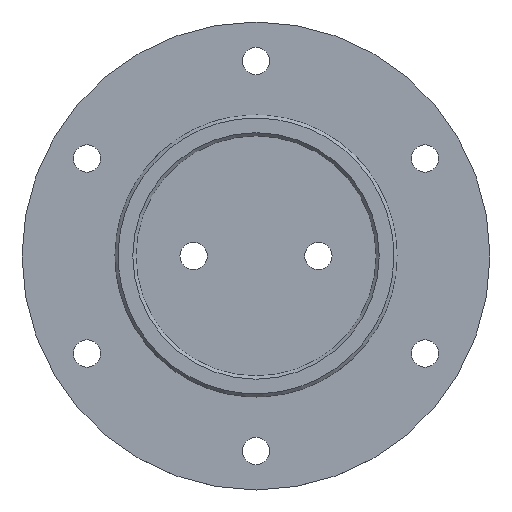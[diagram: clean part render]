
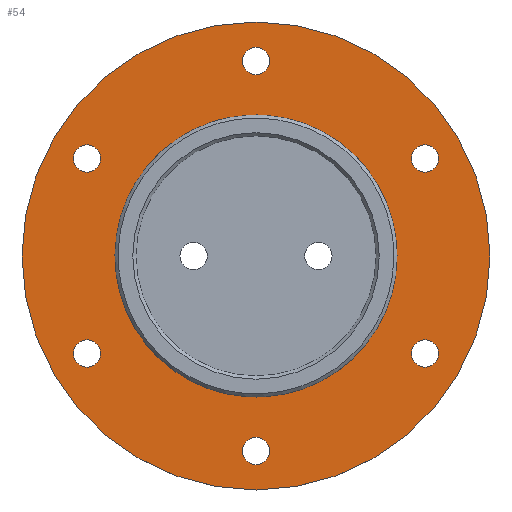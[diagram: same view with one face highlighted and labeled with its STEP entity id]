
A CAD part, top view. The second image highlights one B-rep face of the part: STEP entity #54.
In plain terms, the highlighted planar face has unit normal (0, 0, 1).
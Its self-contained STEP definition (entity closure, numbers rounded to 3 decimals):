
#54=ADVANCED_FACE('',(#93,#95,#97,#99,#101,#103,#105,#107),#109,.F.);
#93=FACE_BOUND('',#94,.T.);
#94=EDGE_LOOP('',(#353));
#95=FACE_BOUND('',#96,.T.);
#96=EDGE_LOOP('',(#354));
#97=FACE_BOUND('',#98,.T.);
#98=EDGE_LOOP('',(#355));
#99=FACE_BOUND('',#100,.T.);
#100=EDGE_LOOP('',(#356));
#101=FACE_BOUND('',#102,.T.);
#102=EDGE_LOOP('',(#357));
#103=FACE_BOUND('',#104,.T.);
#104=EDGE_LOOP('',(#358));
#105=FACE_BOUND('',#106,.T.);
#106=EDGE_LOOP('',(#359));
#107=FACE_BOUND('',#108,.T.);
#108=EDGE_LOOP('',(#360));
#109=PLANE('',#110);
#110=AXIS2_PLACEMENT_3D('',#111,#112,#113);
#111=CARTESIAN_POINT('',(0.,0.,-2.));
#112=DIRECTION('',(0.,0.,-1.));
#113=DIRECTION('',(1.,0.,0.));
#353=ORIENTED_EDGE('',*,*,#453,.F.);
#354=ORIENTED_EDGE('',*,*,#454,.T.);
#355=ORIENTED_EDGE('',*,*,#455,.T.);
#356=ORIENTED_EDGE('',*,*,#456,.T.);
#357=ORIENTED_EDGE('',*,*,#457,.T.);
#358=ORIENTED_EDGE('',*,*,#458,.T.);
#359=ORIENTED_EDGE('',*,*,#459,.T.);
#360=ORIENTED_EDGE('',*,*,#460,.T.);
#453=EDGE_CURVE('',#486,#486,#487,.T.);
#454=EDGE_CURVE('',#488,#488,#489,.T.);
#455=EDGE_CURVE('',#490,#490,#491,.T.);
#456=EDGE_CURVE('',#492,#492,#493,.T.);
#457=EDGE_CURVE('',#494,#494,#495,.T.);
#458=EDGE_CURVE('',#496,#496,#497,.T.);
#459=EDGE_CURVE('',#498,#498,#499,.T.);
#460=EDGE_CURVE('',#500,#500,#501,.T.);
#486=VERTEX_POINT('',#561);
#487=CIRCLE('',#562,30.);
#488=VERTEX_POINT('',#566);
#489=CIRCLE('',#567,1.75);
#490=VERTEX_POINT('',#571);
#491=CIRCLE('',#572,1.75);
#492=VERTEX_POINT('',#576);
#493=CIRCLE('',#577,1.75);
#494=VERTEX_POINT('',#581);
#495=CIRCLE('',#582,1.75);
#496=VERTEX_POINT('',#586);
#497=CIRCLE('',#587,1.75);
#498=VERTEX_POINT('',#591);
#499=(BOUNDED_CURVE()B_SPLINE_CURVE(3,
(#592,#593,#594,#595,#596,#597,#598,#599,#600,#601,#602,#603,#604,#605,#606,#607,
#608,#609,#610,#611,#612,#613,#614,#615,#616,#617,#618,#619,#620,#621,#622,#623,
#624,#625,#626,#627,#628,#629,#630,#631,#632,#633,#634,#635,#636,#637,#638,#639,
#640,#641,#642,#643),
.UNSPECIFIED.,.T.,.F.)B_SPLINE_CURVE_WITH_KNOTS((4,1,1,1,1,1,1,1,1,1,1,1,1,1,1,1,
1,1,1,1,1,1,1,1,1,1,1,1,1,1,1,1,1,1,1,1,1,1,1,1,1,1,1,1,1,1,1,1,1,4),
(0.,0.02,0.041,0.062,0.083,
0.104,0.125,0.146,0.167,0.188,
0.209,0.229,0.25,0.271,0.292,
0.313,0.334,0.355,0.376,0.397,
0.418,0.439,0.46,0.48,0.501,
0.521,0.542,0.563,0.584,0.605,
0.626,0.647,0.668,0.689,0.71,
0.731,0.752,0.772,0.793,0.814,
0.835,0.856,0.877,0.898,0.919,
0.94,0.96,0.978,0.991,1.),
.UNSPECIFIED.)CURVE()GEOMETRIC_REPRESENTATION_ITEM()RATIONAL_B_SPLINE_CURVE((1.,
1.,1.,1.,1.,1.,1.,1.,1.,1.,1.,1.,1.,1.,1.,1.,1.,1.,1.,1.,1.,1.,1.,1.,1.,1.,1.,1.,
1.,1.,1.,1.,1.,1.,1.,1.,1.,1.,1.,1.,1.,1.,1.,1.,1.,1.,1.,1.,1.,1.,1.,1.))REPRESENTATION_ITEM(
''));
#500=VERTEX_POINT('',#644);
#501=CIRCLE('',#645,1.75);
#561=CARTESIAN_POINT('',(30.,0.,-2.));
#562=AXIS2_PLACEMENT_3D('',#563,#564,#565);
#563=CARTESIAN_POINT('',(0.,0.,-2.));
#564=DIRECTION('',(0.,0.,-1.));
#565=DIRECTION('',(1.,0.,0.));
#566=CARTESIAN_POINT('',(22.526,-10.984,-2.));
#567=AXIS2_PLACEMENT_3D('',#568,#569,#570);
#568=CARTESIAN_POINT('',(21.651,-12.5,-2.));
#569=DIRECTION('',(0.,0.,-1.));
#570=DIRECTION('',(0.5,0.866,0.));
#571=CARTESIAN_POINT('',(20.776,14.016,-2.));
#572=AXIS2_PLACEMENT_3D('',#573,#574,#575);
#573=CARTESIAN_POINT('',(21.651,12.5,-2.));
#574=DIRECTION('',(0.,0.,-1.));
#575=DIRECTION('',(-0.5,0.866,0.));
#576=CARTESIAN_POINT('',(-1.75,25.,-2.));
#577=AXIS2_PLACEMENT_3D('',#578,#579,#580);
#578=CARTESIAN_POINT('',(0.,25.,-2.));
#579=DIRECTION('',(0.,0.,-1.));
#580=DIRECTION('',(-1.,0.,0.));
#581=CARTESIAN_POINT('',(-22.526,10.984,-2.));
#582=AXIS2_PLACEMENT_3D('',#583,#584,#585);
#583=CARTESIAN_POINT('',(-21.651,12.5,-2.));
#584=DIRECTION('',(0.,0.,-1.));
#585=DIRECTION('',(-0.5,-0.866,0.));
#586=CARTESIAN_POINT('',(-20.776,-14.016,-2.));
#587=AXIS2_PLACEMENT_3D('',#588,#589,#590);
#588=CARTESIAN_POINT('',(-21.651,-12.5,-2.));
#589=DIRECTION('',(0.,0.,-1.));
#590=DIRECTION('',(0.5,-0.866,0.));
#591=CARTESIAN_POINT('',(18.081,0.,-2.));
#592=CARTESIAN_POINT('',(18.081,0.,-2.));
#593=CARTESIAN_POINT('',(18.081,-0.766,-2.));
#594=CARTESIAN_POINT('',(17.982,-2.311,-2.));
#595=CARTESIAN_POINT('',(17.536,-4.607,-2.));
#596=CARTESIAN_POINT('',(16.787,-6.856,-2.));
#597=CARTESIAN_POINT('',(15.74,-9.004,-2.));
#598=CARTESIAN_POINT('',(14.415,-11.001,-2.));
#599=CARTESIAN_POINT('',(12.838,-12.807,-2.));
#600=CARTESIAN_POINT('',(11.034,-14.39,-2.));
#601=CARTESIAN_POINT('',(9.042,-15.718,-2.));
#602=CARTESIAN_POINT('',(6.901,-16.768,-2.));
#603=CARTESIAN_POINT('',(4.661,-17.522,-2.));
#604=CARTESIAN_POINT('',(2.356,-17.977,-2.));
#605=CARTESIAN_POINT('',(0.012,-18.131,-2.));
#606=CARTESIAN_POINT('',(-2.349,-17.98,-2.));
#607=CARTESIAN_POINT('',(-4.689,-17.516,-2.));
#608=CARTESIAN_POINT('',(-6.953,-16.747,-2.));
#609=CARTESIAN_POINT('',(-9.101,-15.684,-2.));
#610=CARTESIAN_POINT('',(-11.089,-14.347,-2.));
#611=CARTESIAN_POINT('',(-12.886,-12.759,-2.));
#612=CARTESIAN_POINT('',(-14.456,-10.947,-2.));
#613=CARTESIAN_POINT('',(-15.774,-8.944,-2.));
#614=CARTESIAN_POINT('',(-16.812,-6.793,-2.));
#615=CARTESIAN_POINT('',(-17.555,-4.538,-2.));
#616=CARTESIAN_POINT('',(-17.992,-2.234,-2.));
#617=CARTESIAN_POINT('',(-18.13,0.096,-2.));
#618=CARTESIAN_POINT('',(-17.968,2.422,-2.));
#619=CARTESIAN_POINT('',(-17.504,4.729,-2.));
#620=CARTESIAN_POINT('',(-16.738,6.973,-2.));
#621=CARTESIAN_POINT('',(-15.676,9.114,-2.));
#622=CARTESIAN_POINT('',(-14.338,11.101,-2.));
#623=CARTESIAN_POINT('',(-12.747,12.897,-2.));
#624=CARTESIAN_POINT('',(-10.934,14.466,-2.));
#625=CARTESIAN_POINT('',(-8.932,15.781,-2.));
#626=CARTESIAN_POINT('',(-6.775,16.82,-2.));
#627=CARTESIAN_POINT('',(-4.504,17.565,-2.));
#628=CARTESIAN_POINT('',(-2.164,18.003,-2.));
#629=CARTESIAN_POINT('',(0.196,18.13,-2.));
#630=CARTESIAN_POINT('',(2.545,17.952,-2.));
#631=CARTESIAN_POINT('',(4.857,17.47,-2.));
#632=CARTESIAN_POINT('',(7.106,16.683,-2.));
#633=CARTESIAN_POINT('',(9.242,15.601,-2.));
#634=CARTESIAN_POINT('',(11.221,14.244,-2.));
#635=CARTESIAN_POINT('',(13.002,12.64,-2.));
#636=CARTESIAN_POINT('',(14.556,10.814,-2.));
#637=CARTESIAN_POINT('',(15.85,8.808,-2.));
#638=CARTESIAN_POINT('',(16.852,6.687,-2.));
#639=CARTESIAN_POINT('',(17.54,4.564,-2.));
#640=CARTESIAN_POINT('',(17.913,2.66,-2.));
#641=CARTESIAN_POINT('',(18.058,1.157,-2.));
#642=CARTESIAN_POINT('',(18.081,0.33,-2.));
#643=CARTESIAN_POINT('',(18.081,0.,-2.));
#644=CARTESIAN_POINT('',(1.75,-25.,-2.));
#645=AXIS2_PLACEMENT_3D('',#646,#647,#648);
#646=CARTESIAN_POINT('',(0.,-25.,-2.));
#647=DIRECTION('',(0.,0.,-1.));
#648=DIRECTION('',(1.,0.,0.));
